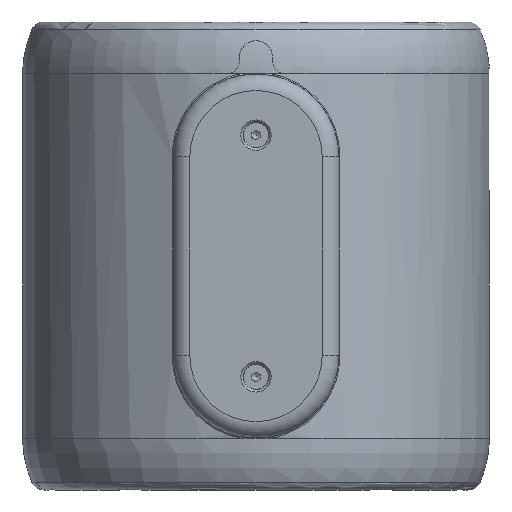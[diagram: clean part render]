
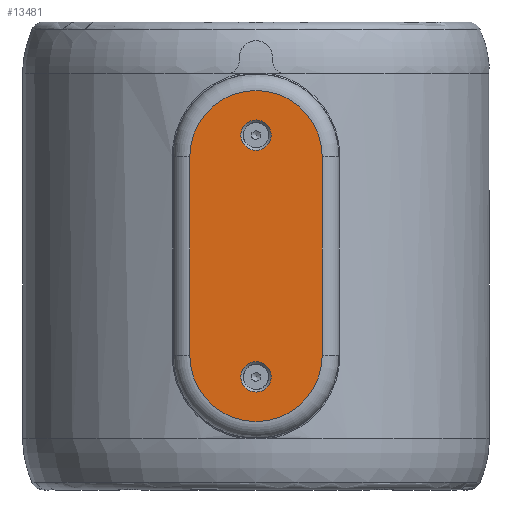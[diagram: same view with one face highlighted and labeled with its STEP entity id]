
A CAD part, front view. The second image highlights one B-rep face of the part: STEP entity #13481.
In plain terms, the highlighted planar face has unit normal (0, -1, 0).
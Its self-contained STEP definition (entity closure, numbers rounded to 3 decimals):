
#104 = AXIS2_PLACEMENT_3D ( 'NONE', #11913, #18996, #20898 ) ;
#223 = LINE ( 'NONE', #9197, #11897 ) ;
#537 = VERTEX_POINT ( 'NONE', #8260 ) ;
#1148 = DIRECTION ( 'NONE',  ( 0., -1., 0. ) ) ;
#1247 = AXIS2_PLACEMENT_3D ( 'NONE', #6019, #6147, #10124 ) ;
#1426 = DIRECTION ( 'NONE',  ( 0., -1., 0. ) ) ;
#1445 = VERTEX_POINT ( 'NONE', #12025 ) ;
#1595 = VERTEX_POINT ( 'NONE', #8984 ) ;
#1826 = ORIENTED_EDGE ( 'NONE', *, *, #23521, .T. ) ;
#2620 = EDGE_LOOP ( 'NONE', ( #13138, #22080, #6784, #1826 ) ) ;
#2789 = CIRCLE ( 'NONE', #15996, 4.59 ) ;
#3113 = CARTESIAN_POINT ( 'NONE',  ( 87.039, 17.685, 134.456 ) ) ;
#3895 = CARTESIAN_POINT ( 'NONE',  ( 87.039, 17.685, 170.956 ) ) ;
#5812 = CARTESIAN_POINT ( 'NONE',  ( 67.039, 17.685, 134.456 ) ) ;
#5840 = VERTEX_POINT ( 'NONE', #11399 ) ;
#6019 = CARTESIAN_POINT ( 'NONE',  ( 87.039, 17.685, 97.956 ) ) ;
#6052 = LINE ( 'NONE', #5812, #21797 ) ;
#6147 = DIRECTION ( 'NONE',  ( 0., -1., 0. ) ) ;
#6523 = EDGE_CURVE ( 'NONE', #1595, #1595, #22922, .T. ) ;
#6699 = CIRCLE ( 'NONE', #104, 20. ) ;
#6784 = ORIENTED_EDGE ( 'NONE', *, *, #7070, .T. ) ;
#7070 = EDGE_CURVE ( 'NONE', #17328, #537, #6052, .T. ) ;
#7544 = CARTESIAN_POINT ( 'NONE',  ( 67.039, 17.685, 164.456 ) ) ;
#8260 = CARTESIAN_POINT ( 'NONE',  ( 67.039, 17.685, 104.456 ) ) ;
#8529 = CARTESIAN_POINT ( 'NONE',  ( 87.039, 17.685, 104.456 ) ) ;
#8694 = FACE_BOUND ( 'NONE', #18009, .T. ) ;
#8984 = CARTESIAN_POINT ( 'NONE',  ( 87.039, 17.685, 102.546 ) ) ;
#9197 = CARTESIAN_POINT ( 'NONE',  ( 107.039, 17.685, 134.456 ) ) ;
#10124 = DIRECTION ( 'NONE',  ( 0., 0., 1. ) ) ;
#10406 = CARTESIAN_POINT ( 'NONE',  ( 107.039, 17.685, 104.456 ) ) ;
#10624 = FACE_OUTER_BOUND ( 'NONE', #2620, .T. ) ;
#11059 = DIRECTION ( 'NONE',  ( 0., -1., 0. ) ) ;
#11399 = CARTESIAN_POINT ( 'NONE',  ( 87.039, 17.685, 175.546 ) ) ;
#11897 = VECTOR ( 'NONE', #16745, 1000. ) ;
#11913 = CARTESIAN_POINT ( 'NONE',  ( 87.039, 17.685, 164.456 ) ) ;
#12025 = CARTESIAN_POINT ( 'NONE',  ( 107.039, 17.685, 164.456 ) ) ;
#12143 = EDGE_CURVE ( 'NONE', #1445, #17328, #6699, .T. ) ;
#13138 = ORIENTED_EDGE ( 'NONE', *, *, #14393, .T. ) ;
#13481 = ADVANCED_FACE ( 'NONE', ( #23594, #8694, #10624 ), #15774, .T. ) ;
#14393 = EDGE_CURVE ( 'NONE', #22122, #1445, #223, .T. ) ;
#15774 = PLANE ( 'NONE',  #22323 ) ;
#15996 = AXIS2_PLACEMENT_3D ( 'NONE', #3895, #11059, #17030 ) ;
#16745 = DIRECTION ( 'NONE',  ( 0., 0., 1. ) ) ;
#17030 = DIRECTION ( 'NONE',  ( 0., 0., 1. ) ) ;
#17328 = VERTEX_POINT ( 'NONE', #7544 ) ;
#17954 = AXIS2_PLACEMENT_3D ( 'NONE', #8529, #1148, #21412 ) ;
#18009 = EDGE_LOOP ( 'NONE', ( #20745 ) ) ;
#18819 = DIRECTION ( 'NONE',  ( 0., 0., -1. ) ) ;
#18996 = DIRECTION ( 'NONE',  ( 0., -1., 0. ) ) ;
#19816 = EDGE_LOOP ( 'NONE', ( #20105 ) ) ;
#20105 = ORIENTED_EDGE ( 'NONE', *, *, #22961, .F. ) ;
#20745 = ORIENTED_EDGE ( 'NONE', *, *, #6523, .F. ) ;
#20898 = DIRECTION ( 'NONE',  ( -1., 0., 0. ) ) ;
#21412 = DIRECTION ( 'NONE',  ( -1., 0., 0. ) ) ;
#21457 = DIRECTION ( 'NONE',  ( -1., 0., 0. ) ) ;
#21797 = VECTOR ( 'NONE', #18819, 1000. ) ;
#22080 = ORIENTED_EDGE ( 'NONE', *, *, #12143, .T. ) ;
#22122 = VERTEX_POINT ( 'NONE', #10406 ) ;
#22323 = AXIS2_PLACEMENT_3D ( 'NONE', #3113, #1426, #21457 ) ;
#22922 = CIRCLE ( 'NONE', #1247, 4.59 ) ;
#22961 = EDGE_CURVE ( 'NONE', #5840, #5840, #2789, .T. ) ;
#23521 = EDGE_CURVE ( 'NONE', #537, #22122, #23697, .T. ) ;
#23594 = FACE_BOUND ( 'NONE', #19816, .T. ) ;
#23697 = CIRCLE ( 'NONE', #17954, 20. ) ;
